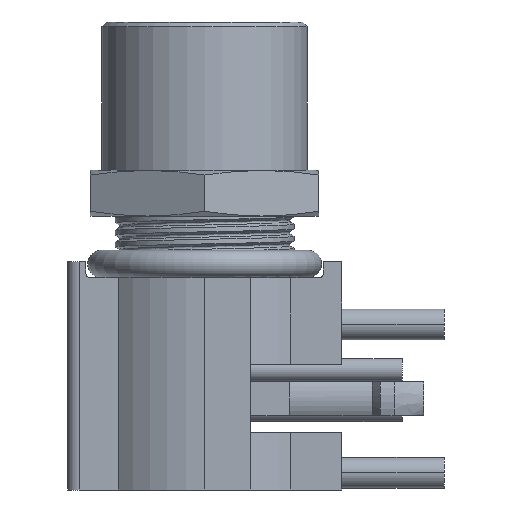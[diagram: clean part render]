
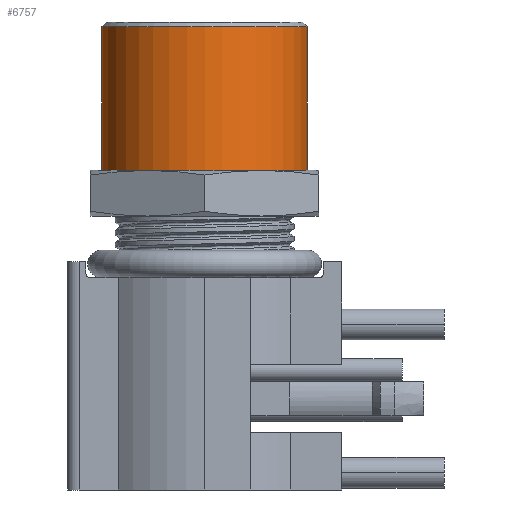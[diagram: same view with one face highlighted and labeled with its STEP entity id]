
A CAD part, left-side view. The second image highlights one B-rep face of the part: STEP entity #6757.
In plain terms, the highlighted cylindrical face has radius 4.501 mm (diameter 9.002 mm), a partial arc.
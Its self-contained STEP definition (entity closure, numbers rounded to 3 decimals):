
#2785=CARTESIAN_POINT('',(0.,0.,-0.2));
#2786=DIRECTION('',(0.,0.,1.));
#2787=DIRECTION('',(0.,1.,0.));
#2788=AXIS2_PLACEMENT_3D('',#2785,#2786,#2787);
#2790=DIRECTION('',(0.,0.,1.));
#2791=VECTOR('',#2790,6.3);
#2792=CARTESIAN_POINT('',(0.,-4.501,-6.5));
#2793=LINE('',#2792,#2791);
#2794=CARTESIAN_POINT('',(0.,0.,-6.5));
#2795=DIRECTION('',(0.,0.,-1.));
#2796=DIRECTION('',(0.,-1.,0.));
#2797=AXIS2_PLACEMENT_3D('',#2794,#2795,#2796);
#2799=DIRECTION('',(0.,0.,1.));
#2800=VECTOR('',#2799,6.3);
#2801=CARTESIAN_POINT('',(0.,4.501,-6.5));
#2802=LINE('',#2801,#2800);
#3413=CARTESIAN_POINT('',(0.,4.501,-6.5));
#3414=CARTESIAN_POINT('',(0.,-4.501,-6.5));
#3415=VERTEX_POINT('',#3413);
#3416=VERTEX_POINT('',#3414);
#3457=CARTESIAN_POINT('',(0.,4.501,-0.2));
#3458=CARTESIAN_POINT('',(0.,-4.501,-0.2));
#3459=VERTEX_POINT('',#3457);
#3460=VERTEX_POINT('',#3458);
#6746=CARTESIAN_POINT('',(0.,0.,0.425));
#6747=DIRECTION('',(0.,0.,-1.));
#6748=DIRECTION('',(0.,-1.,0.));
#6749=AXIS2_PLACEMENT_3D('',#6746,#6747,#6748);
#6750=CYLINDRICAL_SURFACE('',#6749,4.501);
#6751=ORIENTED_EDGE('',*,*,#6740,.T.);
#6752=ORIENTED_EDGE('',*,*,#6696,.F.);
#6753=ORIENTED_EDGE('',*,*,#6681,.T.);
#6754=ORIENTED_EDGE('',*,*,#6693,.T.);
#6755=EDGE_LOOP('',(#6751,#6752,#6753,#6754));
#6756=FACE_OUTER_BOUND('',#6755,.F.);
#2789=CIRCLE('',#2788,4.501);
#2798=CIRCLE('',#2797,4.501);
#6681=EDGE_CURVE('',#3416,#3415,#2798,.T.);
#6693=EDGE_CURVE('',#3415,#3459,#2802,.T.);
#6696=EDGE_CURVE('',#3416,#3460,#2793,.T.);
#6740=EDGE_CURVE('',#3459,#3460,#2789,.T.);
#6757=ADVANCED_FACE('',(#6756),#6750,.T.);
